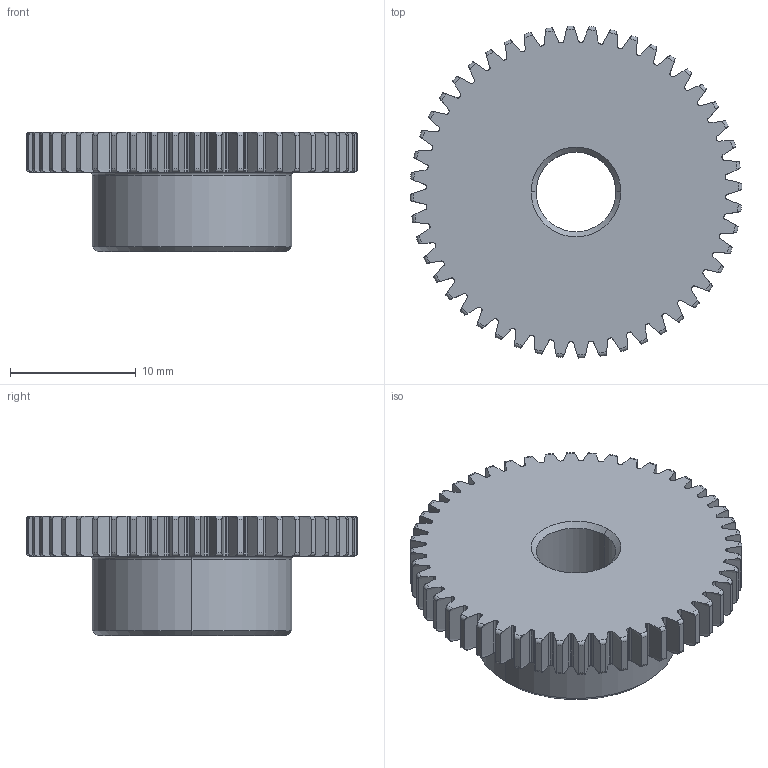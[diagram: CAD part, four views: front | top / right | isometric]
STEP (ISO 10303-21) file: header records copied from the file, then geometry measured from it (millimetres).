
FILE_DESCRIPTION (( 'STEP AP203' ), '1' );
FILE_NAME ('7880K24.step', '2015-09-21T19:10:59', ( '' ), ( '' ), 'SwSTEP 2.0', 'SolidWorks 2010', '' );
FILE_SCHEMA (( 'CONFIG_CONTROL_DESIGN' ));
Length unit declared in the file: inch
Products named in the file (1): 7880K24
Bounding box: 26.41 x 26.41 x 9.53 mm (x, y, z)
Volume: 2541.3 mm3; surface area: 1935.7 mm2
Topology: 1 solids, 1 shells, 399 faces, 1180 edges, 784 vertices
Faces by surface type: cylinder 196, torus 98, bspline 96, cone 6, plane 3
Entity records: 14379 total; most frequent: CARTESIAN_POINT 4188, ORIENTED_EDGE 2360, DIRECTION 1902, EDGE_CURVE 1180, AXIS2_PLACEMENT_3D 802, VERTEX_POINT 784, CIRCLE 498, EDGE_LOOP 402
